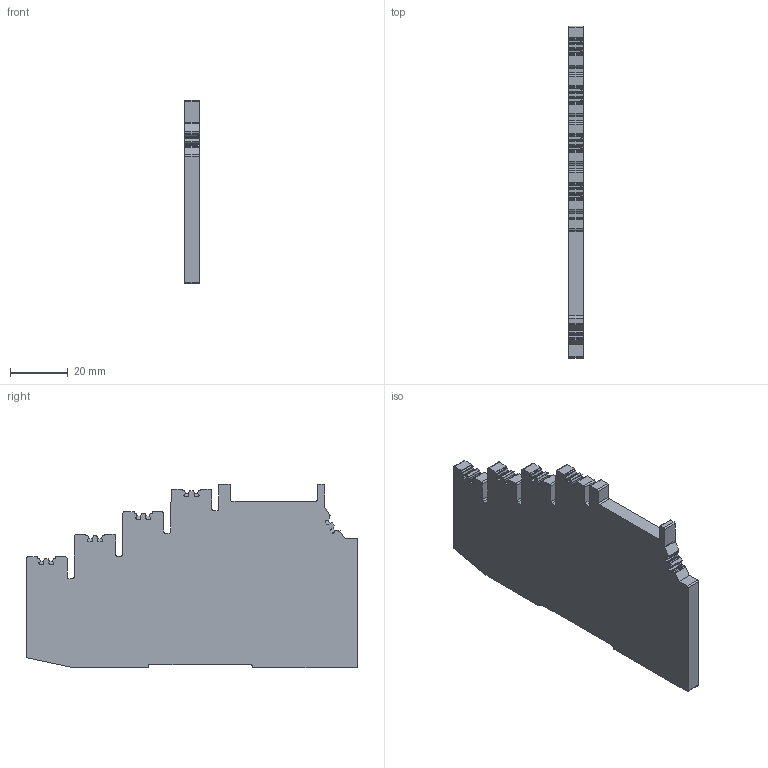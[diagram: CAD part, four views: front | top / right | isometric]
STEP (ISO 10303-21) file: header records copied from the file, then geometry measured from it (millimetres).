
FILE_DESCRIPTION(('CATIA V5R22 STEP214','CAx-IF Rec.Pracs.--- Model Styling and Organization---1.4--- 2014-01-23'),'2;1');
FILE_NAME ('026127-2_0_1906980000_1906980000.stp','2021-06-22T06:12:38+00:00',('none'),('Weidmueller'),'CATIA Version 5-6 Release 2016 SP3 HF44','CATIA V5 STEP AP214','none');
FILE_SCHEMA(('AUTOMOTIVE_DESIGN { 1 0 10303 214 1 1 1 1 }'));
Length unit declared in the file: millimetre
Products named in the file (1): 1906980000
Bounding box: 5.1 x 114.52 x 63.35 mm (x, y, z)
Volume: 29608.6 mm3; surface area: 14105.8 mm2
Topology: 1 solids, 1 shells, 385 faces, 1128 edges, 750 vertices
Faces by surface type: plane 179, cylinder 174, extrusion 20, cone 8, torus 4
Entity records: 12826 total; most frequent: CARTESIAN_POINT 3141, ORIENTED_EDGE 2256, DIRECTION 1591, EDGE_CURVE 1128, VERTEX_POINT 750, VECTOR 693, LINE 673, AXIS2_PLACEMENT_3D 580
